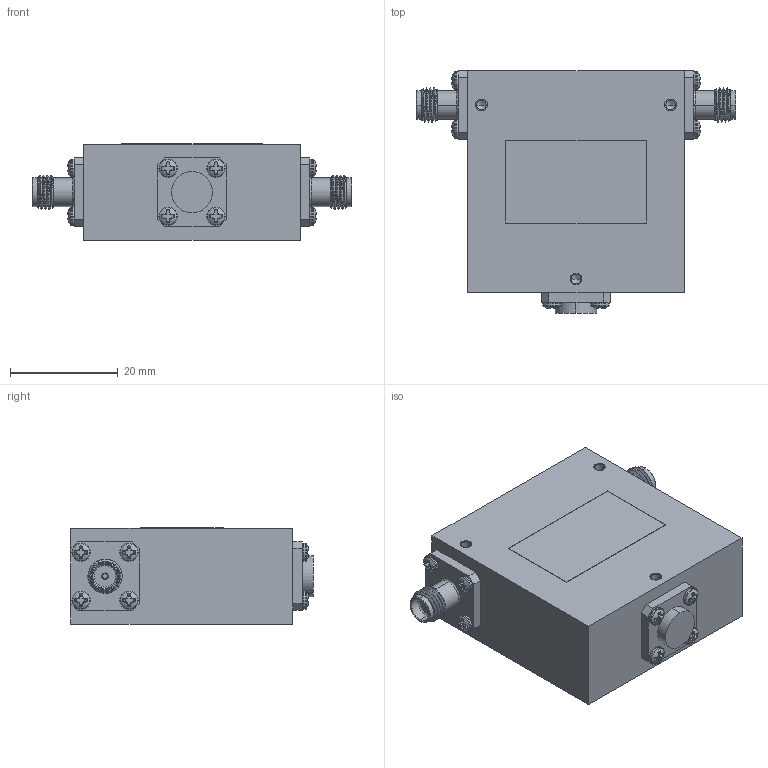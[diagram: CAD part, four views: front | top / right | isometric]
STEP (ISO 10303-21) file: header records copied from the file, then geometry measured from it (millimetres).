
FILE_DESCRIPTION (( 'STEP AP214' ), '1' );
FILE_NAME ('SFI0206S_3D.step', '2024-04-24T16:05:41', ( '' ), ( '' ), 'SwSTEP 2.0', 'SolidWorks 2022', '' );
FILE_SCHEMA (( 'AUTOMOTIVE_DESIGN' ));
Length unit declared in the file: inch
Products named in the file (1): SFI0206S_3D
Bounding box: 59.28 x 44.96 x 17.86 mm (x, y, z)
Volume: 30549.4 mm3; surface area: 7755.9 mm2
Topology: 1 solids, 15 shells, 975 faces, 2620 edges, 1720 vertices
Faces by surface type: cylinder 462, plane 307, cone 112, torus 52, bspline 30, sphere 12
Entity records: 48158 total; most frequent: CARTESIAN_POINT 25378, ORIENTED_EDGE 5192, DIRECTION 4446, EDGE_CURVE 2596, AXIS2_PLACEMENT_3D 1758, VERTEX_POINT 1720, EDGE_LOOP 1044, FACE_OUTER_BOUND 975
